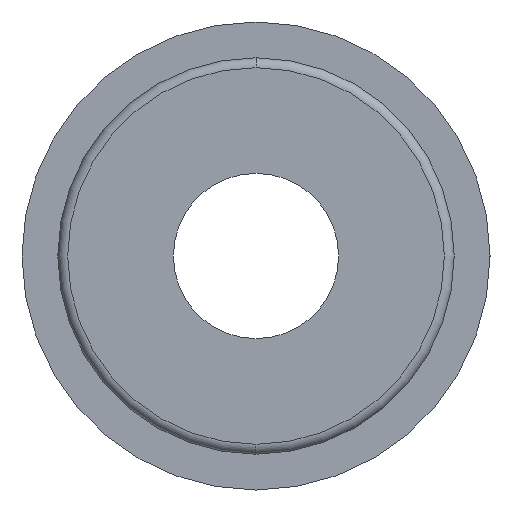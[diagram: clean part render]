
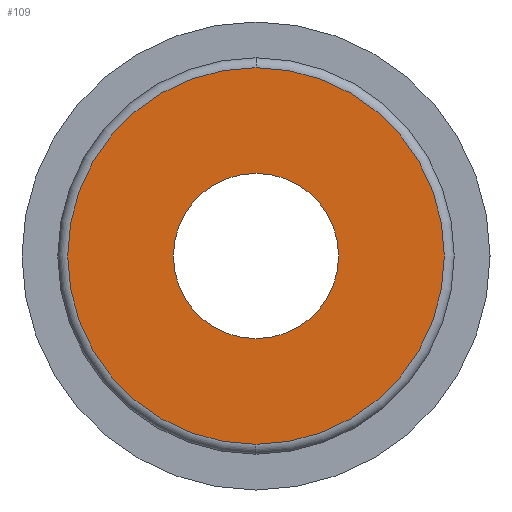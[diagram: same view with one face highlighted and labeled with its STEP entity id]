
A CAD part, left-side view. The second image highlights one B-rep face of the part: STEP entity #109.
In plain terms, the highlighted planar face has unit normal (-1, 0, 0).
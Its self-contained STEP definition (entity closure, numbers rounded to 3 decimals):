
#109=ADVANCED_FACE('',(#251,#252),#253,.T.);
#251=FACE_BOUND('',#403,.T.);
#252=FACE_OUTER_BOUND('',#404,.T.);
#253=PLANE('',#405);
#403=EDGE_LOOP('',(#934,#935));
#404=EDGE_LOOP('',(#936,#937,#938));
#405=AXIS2_PLACEMENT_3D('',#939,#940,#941);
#934=ORIENTED_EDGE('',*,*,#1047,.T.);
#935=ORIENTED_EDGE('',*,*,#1167,.T.);
#936=ORIENTED_EDGE('',*,*,#1174,.T.);
#937=ORIENTED_EDGE('',*,*,#1030,.T.);
#938=ORIENTED_EDGE('',*,*,#1175,.T.);
#939=CARTESIAN_POINT('',(-12.46,-1.71,0.0));
#940=DIRECTION('',(-1.0,0.,0.0));
#941=DIRECTION('',(0.,-1.0,0.0));
#1030=EDGE_CURVE('',#1233,#1239,#1241,.T.);
#1047=EDGE_CURVE('',#1273,#1270,#1274,.T.);
#1167=EDGE_CURVE('',#1270,#1273,#1469,.T.);
#1174=EDGE_CURVE('',#1476,#1233,#1477,.T.);
#1175=EDGE_CURVE('',#1239,#1476,#1478,.T.);
#1233=VERTEX_POINT('',#1584);
#1239=VERTEX_POINT('',#1590);
#1241=CIRCLE('',#1592,3.42);
#1270=VERTEX_POINT('',#1629);
#1273=VERTEX_POINT('',#1633);
#1274=CIRCLE('',#1634,1.5);
#1469=CIRCLE('',#1960,1.5);
#1476=VERTEX_POINT('',#1967);
#1477=CIRCLE('',#1968,3.42);
#1478=CIRCLE('',#1969,3.42);
#1584=CARTESIAN_POINT('',(-12.46,0.,3.42));
#1590=CARTESIAN_POINT('',(-12.46,0.,-3.42));
#1592=AXIS2_PLACEMENT_3D('',#2050,#2051,#2052);
#1629=CARTESIAN_POINT('',(-12.46,-1.5,0.));
#1633=CARTESIAN_POINT('',(-12.46,1.5,0.));
#1634=AXIS2_PLACEMENT_3D('',#2083,#2084,#2085);
#1960=AXIS2_PLACEMENT_3D('',#2303,#2304,#2305);
#1967=CARTESIAN_POINT('',(-12.46,-3.42,0.0));
#1968=AXIS2_PLACEMENT_3D('',#2324,#2325,#2326);
#1969=AXIS2_PLACEMENT_3D('',#2327,#2328,#2329);
#2050=CARTESIAN_POINT('',(-12.46,0.,0.0));
#2051=DIRECTION('',(-1.0,0.,0.0));
#2052=DIRECTION('',(0.,-1.0,0.0));
#2083=CARTESIAN_POINT('',(-12.46,0.,0.0));
#2084=DIRECTION('',(1.0,0.,0.0));
#2085=DIRECTION('',(0.,-1.0,0.0));
#2303=CARTESIAN_POINT('',(-12.46,0.,0.0));
#2304=DIRECTION('',(1.0,0.,0.0));
#2305=DIRECTION('',(0.,-1.0,0.0));
#2324=CARTESIAN_POINT('',(-12.46,0.,0.0));
#2325=DIRECTION('',(-1.0,0.,0.0));
#2326=DIRECTION('',(0.,-1.0,0.0));
#2327=CARTESIAN_POINT('',(-12.46,0.,0.0));
#2328=DIRECTION('',(-1.0,0.,0.0));
#2329=DIRECTION('',(0.,-1.0,0.0));
